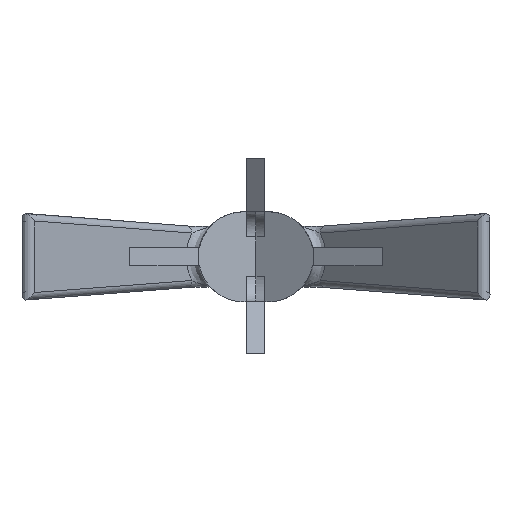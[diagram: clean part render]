
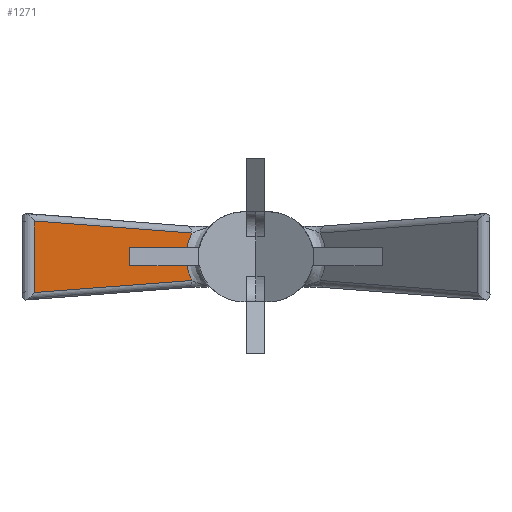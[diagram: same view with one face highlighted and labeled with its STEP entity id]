
A CAD part, left-side view. The second image highlights one B-rep face of the part: STEP entity #1271.
In plain terms, the highlighted planar face has unit normal (-0.681, -0.732, 0).
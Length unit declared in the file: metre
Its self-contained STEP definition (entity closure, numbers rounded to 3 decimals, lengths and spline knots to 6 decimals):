
#84=LINE('',#2195,#195);
#85=LINE('',#2200,#196);
#86=LINE('',#2202,#197);
#195=VECTOR('',#1764,1.);
#196=VECTOR('',#1767,1.);
#197=VECTOR('',#1768,1.);
#332=ORIENTED_EDGE('',*,*,#714,.T.);
#333=ORIENTED_EDGE('',*,*,#715,.T.);
#334=ORIENTED_EDGE('',*,*,#716,.T.);
#335=ORIENTED_EDGE('',*,*,#717,.T.);
#714=EDGE_CURVE('',#905,#906,#84,.T.);
#715=EDGE_CURVE('',#906,#907,#1003,.F.);
#716=EDGE_CURVE('',#907,#908,#85,.T.);
#717=EDGE_CURVE('',#908,#905,#86,.T.);
#905=VERTEX_POINT('',#2196);
#906=VERTEX_POINT('',#2197);
#907=VERTEX_POINT('',#2199);
#908=VERTEX_POINT('',#2201);
#1003=ELLIPSE('',#1601,0.021282,0.0145);
#1050=EDGE_LOOP('',(#332,#333,#334,#335));
#1124=FACE_BOUND('',#1050,.T.);
#1196=PLANE('',#1600);
#1271=ADVANCED_FACE('',(#1124),#1196,.T.);
#1600=AXIS2_PLACEMENT_3D('',#2194,#1762,#1763);
#1601=AXIS2_PLACEMENT_3D('',#2198,#1765,#1766);
#1762=DIRECTION('',(-0.681,-0.732,0.));
#1763=DIRECTION('',(0.732,-0.681,0.));
#1764=DIRECTION('',(0.731,-0.68,0.052));
#1765=DIRECTION('',(-0.681,-0.732,0.));
#1766=DIRECTION('',(0.732,-0.681,0.));
#1767=DIRECTION('',(-0.731,0.68,0.052));
#1768=DIRECTION('',(0.,0.,-1.));
#2194=CARTESIAN_POINT('',(1.247169,1.187651,-0.041));
#2195=CARTESIAN_POINT('',(1.247963,1.186912,-0.061896));
#2196=CARTESIAN_POINT('',(1.226523,1.206868,-0.063417));
#2197=CARTESIAN_POINT('',(1.273437,1.163201,-0.060089));
#2198=CARTESIAN_POINT('',(1.287315,1.150284,-0.0535));
#2199=CARTESIAN_POINT('',(1.273431,1.163206,-0.046922));
#2200=CARTESIAN_POINT('',(1.247014,1.187795,-0.045031));
#2201=CARTESIAN_POINT('',(1.226523,1.206868,-0.043563));
#2202=CARTESIAN_POINT('',(1.226523,1.206868,-0.041));
